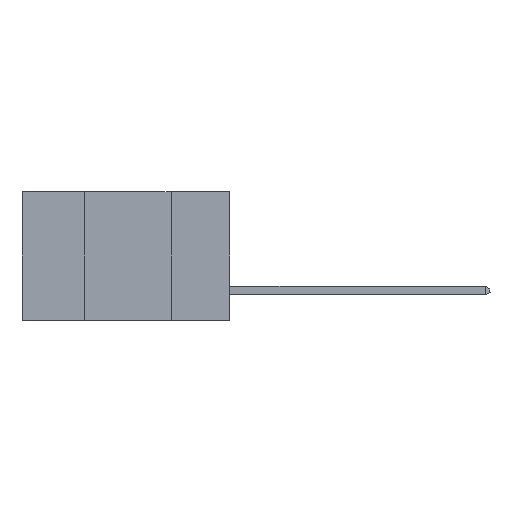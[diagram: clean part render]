
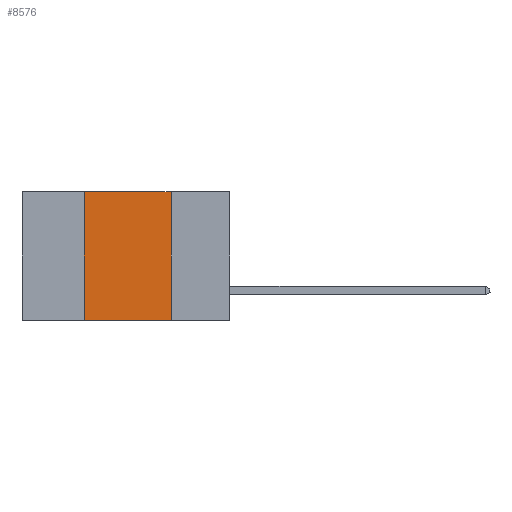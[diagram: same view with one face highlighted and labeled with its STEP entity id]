
A CAD part, left-side view. The second image highlights one B-rep face of the part: STEP entity #8576.
In plain terms, the highlighted planar face has unit normal (-1, 0, 0).
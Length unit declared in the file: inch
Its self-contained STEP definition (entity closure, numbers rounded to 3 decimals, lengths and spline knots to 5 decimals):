
#540 = CARTESIAN_POINT ( 'NONE',  ( 0., 0.42, -0.37 ) ) ;
#2288 = LINE ( 'NONE', #28566, #4535 ) ;
#4122 = DIRECTION ( 'NONE',  ( 0., -1., 0. ) ) ;
#4535 = VECTOR ( 'NONE', #19360, 39.37008 ) ;
#5457 = ORIENTED_EDGE ( 'NONE', *, *, #28916, .T. ) ;
#6108 = DIRECTION ( 'NONE',  ( 1., 0., 0. ) ) ;
#6490 = CARTESIAN_POINT ( 'NONE',  ( 0., 0.6, 0. ) ) ;
#8107 = DIRECTION ( 'NONE',  ( 0., 0., -1. ) ) ;
#8576 = ADVANCED_FACE ( 'NONE', ( #17482 ), #29970, .F. ) ;
#8888 = VERTEX_POINT ( 'NONE', #540 ) ;
#9530 = ORIENTED_EDGE ( 'NONE', *, *, #18576, .F. ) ;
#11095 = VECTOR ( 'NONE', #8107, 39.37008 ) ;
#11551 = EDGE_CURVE ( 'NONE', #29922, #30394, #15405, .T. ) ;
#12024 = ORIENTED_EDGE ( 'NONE', *, *, #11551, .F. ) ;
#13847 = AXIS2_PLACEMENT_3D ( 'NONE', #6490, #6108, #15902 ) ;
#14574 = CARTESIAN_POINT ( 'NONE',  ( 0., 0.42, 0. ) ) ;
#15405 = LINE ( 'NONE', #18506, #16492 ) ;
#15839 = VERTEX_POINT ( 'NONE', #21757 ) ;
#15902 = DIRECTION ( 'NONE',  ( 0., 0., -1. ) ) ;
#16492 = VECTOR ( 'NONE', #4122, 39.37008 ) ;
#16760 = VECTOR ( 'NONE', #19266, 39.37008 ) ;
#17482 = FACE_OUTER_BOUND ( 'NONE', #21049, .T. ) ;
#18227 = ORIENTED_EDGE ( 'NONE', *, *, #25095, .F. ) ;
#18264 = LINE ( 'NONE', #26556, #16760 ) ;
#18506 = CARTESIAN_POINT ( 'NONE',  ( 0., 0.6, 0. ) ) ;
#18576 = EDGE_CURVE ( 'NONE', #8888, #29922, #18264, .T. ) ;
#19266 = DIRECTION ( 'NONE',  ( 0., 0., 1. ) ) ;
#19360 = DIRECTION ( 'NONE',  ( 0., -1., 0. ) ) ;
#21049 = EDGE_LOOP ( 'NONE', ( #18227, #12024, #9530, #5457 ) ) ;
#21757 = CARTESIAN_POINT ( 'NONE',  ( 0., 0.17, -0.37 ) ) ;
#24555 = CARTESIAN_POINT ( 'NONE',  ( 0., 0.17, 0. ) ) ;
#25095 = EDGE_CURVE ( 'NONE', #30394, #15839, #28044, .T. ) ;
#26556 = CARTESIAN_POINT ( 'NONE',  ( 0., 0.42, 0. ) ) ;
#28044 = LINE ( 'NONE', #24555, #11095 ) ;
#28098 = CARTESIAN_POINT ( 'NONE',  ( 0., 0.17, 0. ) ) ;
#28566 = CARTESIAN_POINT ( 'NONE',  ( 0., 0.6, -0.37 ) ) ;
#28916 = EDGE_CURVE ( 'NONE', #8888, #15839, #2288, .T. ) ;
#29922 = VERTEX_POINT ( 'NONE', #14574 ) ;
#29970 = PLANE ( 'NONE',  #13847 ) ;
#30394 = VERTEX_POINT ( 'NONE', #28098 ) ;
